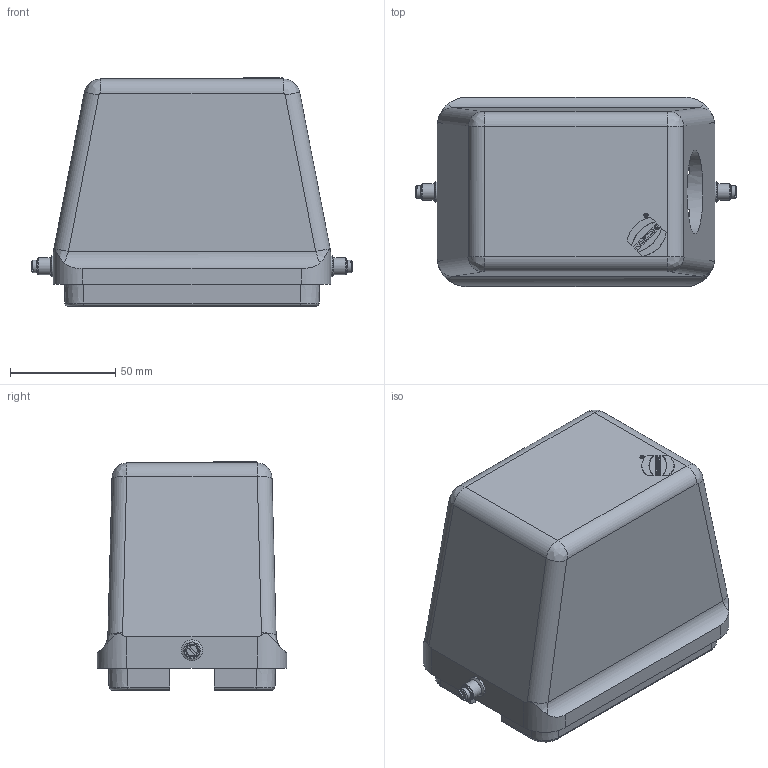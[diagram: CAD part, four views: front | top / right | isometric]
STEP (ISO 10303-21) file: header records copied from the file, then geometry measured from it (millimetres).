
FILE_DESCRIPTION(/* description */ (''),/* implementation_level */ '2;1');
FILE_NAME(/* name */ '100575178ugm000_c.stp',/* time_stamp */ '2017-10-27T14:26:37+02:00',/* author */ (''),/* organization */ (''),/* preprocessor_version */ 'ST-DEVELOPER v16',/* originating_system */ 'SIEMENS PLM Software NX 10.0',/* authorisation */ '');
FILE_SCHEMA (('AUTOMOTIVE_DESIGN { 1 0 10303 214 3 1 1 1 }'));
Length unit declared in the file: millimetre
Products named in the file (1): 100575178ugm000_c
Bounding box: 153 x 90 x 108.5 mm (x, y, z)
Volume: 263990.3 mm3; surface area: 93712.8 mm2
Topology: 1 solids, 1 shells, 365 faces, 956 edges, 624 vertices
Faces by surface type: plane 200, cylinder 107, cone 30, bspline 24, torus 4
Full cylindrical faces by diameter (mm): 3 x8, 3.2 x4, 6 x4, 7.3 x2, 8 x2, 10 x2, 40 x1
Entity records: 13983 total; most frequent: CARTESIAN_POINT 2626, DIRECTION 1801, ORIENTED_EDGE 1780, EDGE_CURVE 890, AXIS2_PLACEMENT_3D 621, VERTEX_POINT 601, LINE 559, VECTOR 559
